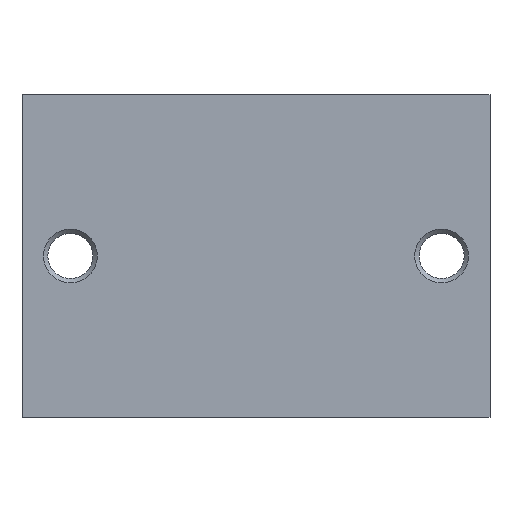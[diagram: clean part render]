
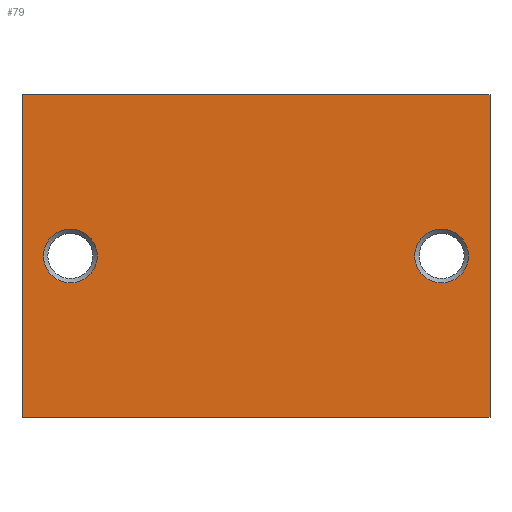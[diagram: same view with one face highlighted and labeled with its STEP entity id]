
A CAD part, front view. The second image highlights one B-rep face of the part: STEP entity #79.
In plain terms, the highlighted planar face has unit normal (0, -1, 0).
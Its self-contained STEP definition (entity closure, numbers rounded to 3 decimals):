
#79 = ADVANCED_FACE( '', ( #169, #170, #171 ), #172, .F. );
#169 = FACE_BOUND( '', #252, .T. );
#170 = FACE_OUTER_BOUND( '', #253, .T. );
#171 = FACE_BOUND( '', #254, .T. );
#172 = PLANE( '', #255 );
#252 = EDGE_LOOP( '', ( #390 ) );
#253 = EDGE_LOOP( '', ( #391, #392, #393, #394 ) );
#254 = EDGE_LOOP( '', ( #395 ) );
#255 = AXIS2_PLACEMENT_3D( '', #396, #397, #398 );
#390 = ORIENTED_EDGE( '', *, *, #403, .F. );
#391 = ORIENTED_EDGE( '', *, *, #445, .T. );
#392 = ORIENTED_EDGE( '', *, *, #422, .F. );
#393 = ORIENTED_EDGE( '', *, *, #431, .F. );
#394 = ORIENTED_EDGE( '', *, *, #449, .T. );
#395 = ORIENTED_EDGE( '', *, *, #447, .F. );
#396 = CARTESIAN_POINT( '', ( -43.5, 0., 60. ) );
#397 = DIRECTION( '', ( 0., 1., 0. ) );
#398 = DIRECTION( '', ( 0., 0., 1. ) );
#403 = EDGE_CURVE( '', #457, #457, #458, .T. );
#422 = EDGE_CURVE( '', #489, #484, #491, .T. );
#431 = EDGE_CURVE( '', #503, #489, #505, .T. );
#445 = EDGE_CURVE( '', #521, #484, #523, .T. );
#447 = EDGE_CURVE( '', #525, #525, #526, .T. );
#449 = EDGE_CURVE( '', #503, #521, #528, .T. );
#457 = VERTEX_POINT( '', #536 );
#458 = CIRCLE( '', #537, 5. );
#484 = VERTEX_POINT( '', #570 );
#489 = VERTEX_POINT( '', #577 );
#491 = LINE( '', #580, #581 );
#503 = VERTEX_POINT( '', #658 );
#505 = LINE( '', #661, #662 );
#521 = VERTEX_POINT( '', #680 );
#523 = LINE( '', #683, #684 );
#525 = VERTEX_POINT( '', #686 );
#526 = CIRCLE( '', #687, 5. );
#528 = LINE( '', #689, #690 );
#536 = CARTESIAN_POINT( '', ( 34.5, 0., 25. ) );
#537 = AXIS2_PLACEMENT_3D( '', #698, #699, #700 );
#570 = CARTESIAN_POINT( '', ( 43.5, 0., 0. ) );
#577 = CARTESIAN_POINT( '', ( 43.5, 0., 60. ) );
#580 = CARTESIAN_POINT( '', ( 43.5, 0., 60. ) );
#581 = VECTOR( '', #723, 1000. );
#658 = CARTESIAN_POINT( '', ( -43.5, 0., 60. ) );
#661 = CARTESIAN_POINT( '', ( -43.5, 0., 60. ) );
#662 = VECTOR( '', #734, 1000. );
#680 = CARTESIAN_POINT( '', ( -43.5, 0., 0. ) );
#683 = CARTESIAN_POINT( '', ( -43.5, 0., 0. ) );
#684 = VECTOR( '', #747, 1000. );
#686 = CARTESIAN_POINT( '', ( -34.5, 0., 25. ) );
#687 = AXIS2_PLACEMENT_3D( '', #748, #749, #750 );
#689 = CARTESIAN_POINT( '', ( -43.5, 0., 60. ) );
#690 = VECTOR( '', #751, 1000. );
#698 = CARTESIAN_POINT( '', ( 34.5, 0., 30. ) );
#699 = DIRECTION( '', ( 0., -1., 0. ) );
#700 = DIRECTION( '', ( 0., 0., -1. ) );
#723 = DIRECTION( '', ( 0., 0., -1. ) );
#734 = DIRECTION( '', ( 1., 0., 0. ) );
#747 = DIRECTION( '', ( 1., 0., 0. ) );
#748 = CARTESIAN_POINT( '', ( -34.5, 0., 30. ) );
#749 = DIRECTION( '', ( 0., -1., 0. ) );
#750 = DIRECTION( '', ( 0., 0., -1. ) );
#751 = DIRECTION( '', ( 0., 0., -1. ) );
